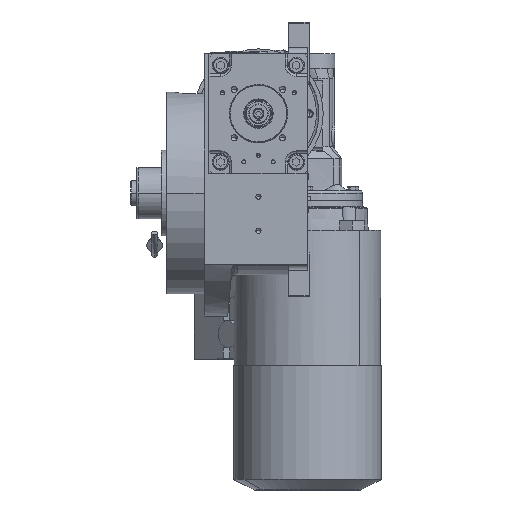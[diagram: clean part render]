
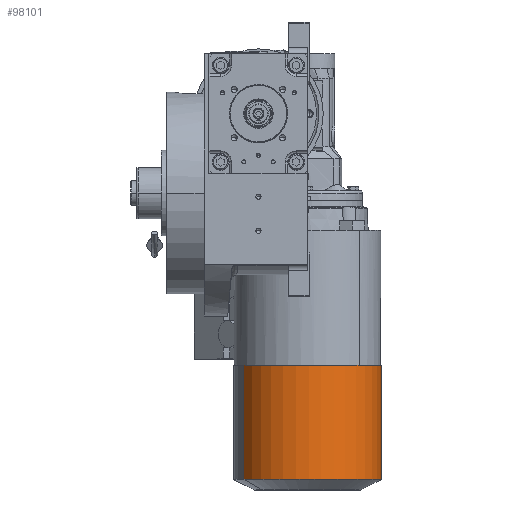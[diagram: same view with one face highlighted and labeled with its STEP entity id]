
A CAD part, left-side view. The second image highlights one B-rep face of the part: STEP entity #98101.
In plain terms, the highlighted cylindrical face has radius 60.5 mm (diameter 121 mm), a partial arc.
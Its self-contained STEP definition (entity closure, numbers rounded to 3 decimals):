
#777 = VECTOR ( 'NONE', #80578, 1000. ) ;
#2204 = LINE ( 'NONE', #32241, #777 ) ;
#2971 = VERTEX_POINT ( 'NONE', #106500 ) ;
#3177 = DIRECTION ( 'NONE',  ( 0., 0.242, 0.97 ) ) ;
#14000 = CARTESIAN_POINT ( 'NONE',  ( -26.951, -6.286, 0. ) ) ;
#16405 = ORIENTED_EDGE ( 'NONE', *, *, #112845, .F. ) ;
#16496 = CYLINDRICAL_SURFACE ( 'NONE', #79047, 60.5 ) ;
#19424 = CARTESIAN_POINT ( 'NONE',  ( -64.811, 8.35, 58.703 ) ) ;
#21980 = CARTESIAN_POINT ( 'NONE',  ( -64.811, -6.286, 0. ) ) ;
#22087 = VERTEX_POINT ( 'NONE', #35361 ) ;
#30288 = ORIENTED_EDGE ( 'NONE', *, *, #75656, .T. ) ;
#32241 = CARTESIAN_POINT ( 'NONE',  ( -158.212, -20.922, -58.703 ) ) ;
#33926 = AXIS2_PLACEMENT_3D ( 'NONE', #21980, #98490, #3177 ) ;
#35361 = CARTESIAN_POINT ( 'NONE',  ( -64.811, -20.922, -58.703 ) ) ;
#41375 = VERTEX_POINT ( 'NONE', #48039 ) ;
#46008 = CIRCLE ( 'NONE', #33926, 60.5 ) ;
#46108 = ORIENTED_EDGE ( 'NONE', *, *, #118085, .T. ) ;
#46674 = EDGE_CURVE ( 'NONE', #41375, #2971, #68888, .T. ) ;
#48039 = CARTESIAN_POINT ( 'NONE',  ( -158.212, -20.922, -58.703 ) ) ;
#52246 = DIRECTION ( 'NONE',  ( 0., 0.242, 0.97 ) ) ;
#56046 = DIRECTION ( 'NONE',  ( 0., -0.242, -0.97 ) ) ;
#57676 = DIRECTION ( 'NONE',  ( -1., 0., 0. ) ) ;
#59373 = VECTOR ( 'NONE', #57676, 1000. ) ;
#63996 = ORIENTED_EDGE ( 'NONE', *, *, #46674, .F. ) ;
#66833 = AXIS2_PLACEMENT_3D ( 'NONE', #82424, #120701, #56046 ) ;
#68888 = CIRCLE ( 'NONE', #66833, 60.5 ) ;
#69562 = CARTESIAN_POINT ( 'NONE',  ( -64.811, 8.35, 58.703 ) ) ;
#75656 = EDGE_CURVE ( 'NONE', #97054, #2971, #105367, .T. ) ;
#79047 = AXIS2_PLACEMENT_3D ( 'NONE', #14000, #120007, #52246 ) ;
#80578 = DIRECTION ( 'NONE',  ( 1., 0., 0. ) ) ;
#81745 = FACE_OUTER_BOUND ( 'NONE', #114766, .T. ) ;
#82424 = CARTESIAN_POINT ( 'NONE',  ( -158.212, -6.286, 0. ) ) ;
#97054 = VERTEX_POINT ( 'NONE', #69562 ) ;
#98101 = ADVANCED_FACE ( 'NONE', ( #81745 ), #16496, .T. ) ;
#98490 = DIRECTION ( 'NONE',  ( 1., 0., 0. ) ) ;
#105367 = LINE ( 'NONE', #19424, #59373 ) ;
#106500 = CARTESIAN_POINT ( 'NONE',  ( -158.212, 8.35, 58.703 ) ) ;
#112845 = EDGE_CURVE ( 'NONE', #97054, #22087, #46008, .T. ) ;
#114766 = EDGE_LOOP ( 'NONE', ( #16405, #30288, #63996, #46108 ) ) ;
#118085 = EDGE_CURVE ( 'NONE', #41375, #22087, #2204, .T. ) ;
#120007 = DIRECTION ( 'NONE',  ( -1., 0., 0. ) ) ;
#120701 = DIRECTION ( 'NONE',  ( -1., 0., 0. ) ) ;
